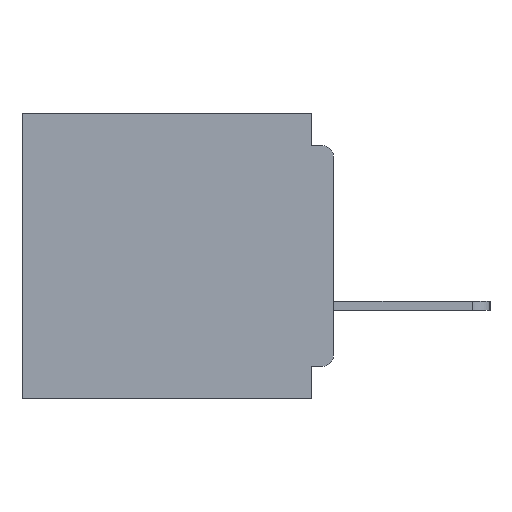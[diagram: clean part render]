
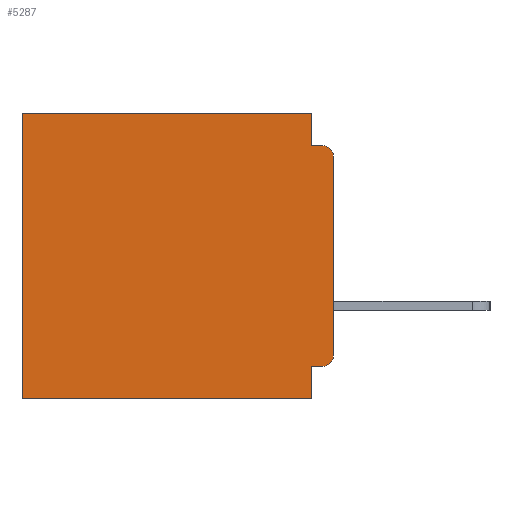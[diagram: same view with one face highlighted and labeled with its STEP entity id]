
A CAD part, left-side view. The second image highlights one B-rep face of the part: STEP entity #5287.
In plain terms, the highlighted planar face has unit normal (-1, 0, 0).
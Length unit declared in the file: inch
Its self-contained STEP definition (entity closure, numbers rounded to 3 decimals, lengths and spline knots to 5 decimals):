
#799 = CARTESIAN_POINT ( 'NONE',  ( 0.3, 0., -0.4 ) ) ;
#1262 = AXIS2_PLACEMENT_3D ( 'NONE', #4968, #26470, #8066 ) ;
#1524 = VERTEX_POINT ( 'NONE', #19074 ) ;
#1528 = EDGE_CURVE ( 'NONE', #39385, #37458, #26653, .T. ) ;
#1704 = PLANE ( 'NONE',  #34147 ) ;
#2303 = ORIENTED_EDGE ( 'NONE', *, *, #29321, .F. ) ;
#3874 = EDGE_CURVE ( 'NONE', #16644, #20027, #18706, .T. ) ;
#4968 = CARTESIAN_POINT ( 'NONE',  ( 0.3, 0.015, -0.34 ) ) ;
#5287 = ADVANCED_FACE ( 'NONE', ( #26151 ), #1704, .F. ) ;
#5389 = VERTEX_POINT ( 'NONE', #36517 ) ;
#5561 = LINE ( 'NONE', #21570, #20922 ) ;
#5879 = ORIENTED_EDGE ( 'NONE', *, *, #15828, .F. ) ;
#5915 = ORIENTED_EDGE ( 'NONE', *, *, #11966, .T. ) ;
#6581 = VERTEX_POINT ( 'NONE', #11166 ) ;
#7157 = DIRECTION ( 'NONE',  ( 0., 0., -1. ) ) ;
#7440 = LINE ( 'NONE', #39328, #8366 ) ;
#8066 = DIRECTION ( 'NONE',  ( 0., 0., -1. ) ) ;
#8366 = VECTOR ( 'NONE', #20865, 39.37008 ) ;
#9032 = CARTESIAN_POINT ( 'NONE',  ( 0.3, 0.437, 0. ) ) ;
#10918 = DIRECTION ( 'NONE',  ( 0., 1., 0. ) ) ;
#11166 = CARTESIAN_POINT ( 'NONE',  ( 0.3, 0.031, 0. ) ) ;
#11966 = EDGE_CURVE ( 'NONE', #6581, #16644, #30177, .T. ) ;
#11979 = EDGE_CURVE ( 'NONE', #20287, #20027, #5561, .T. ) ;
#12242 = CIRCLE ( 'NONE', #15139, 0.015 ) ;
#12288 = DIRECTION ( 'NONE',  ( 0., 1., 0. ) ) ;
#12376 = ORIENTED_EDGE ( 'NONE', *, *, #29073, .T. ) ;
#15139 = AXIS2_PLACEMENT_3D ( 'NONE', #34110, #15537, #37153 ) ;
#15430 = CARTESIAN_POINT ( 'NONE',  ( 0.3, 0.437, -0.4 ) ) ;
#15537 = DIRECTION ( 'NONE',  ( -1., 0., 0. ) ) ;
#15789 = DIRECTION ( 'NONE',  ( 0., 0., -1. ) ) ;
#15828 = EDGE_CURVE ( 'NONE', #5389, #33445, #19192, .T. ) ;
#16388 = EDGE_LOOP ( 'NONE', ( #31427, #21135, #5879, #21742, #5915, #22749, #34561, #2303, #19081, #12376 ) ) ;
#16644 = VERTEX_POINT ( 'NONE', #9032 ) ;
#18193 = CARTESIAN_POINT ( 'NONE',  ( 0.3, 0.031, -0.4 ) ) ;
#18431 = VECTOR ( 'NONE', #10918, 39.37008 ) ;
#18706 = LINE ( 'NONE', #15430, #34226 ) ;
#19074 = CARTESIAN_POINT ( 'NONE',  ( 0.3, 0., -0.06 ) ) ;
#19081 = ORIENTED_EDGE ( 'NONE', *, *, #1528, .F. ) ;
#19192 = LINE ( 'NONE', #39070, #26435 ) ;
#19807 = LINE ( 'NONE', #39765, #27045 ) ;
#20027 = VERTEX_POINT ( 'NONE', #29140 ) ;
#20287 = VERTEX_POINT ( 'NONE', #18193 ) ;
#20305 = CIRCLE ( 'NONE', #1262, 0.015 ) ;
#20602 = DIRECTION ( 'NONE',  ( 0., -1., 0. ) ) ;
#20865 = DIRECTION ( 'NONE',  ( 0., 0., -1. ) ) ;
#20922 = VECTOR ( 'NONE', #24635, 39.37008 ) ;
#21135 = ORIENTED_EDGE ( 'NONE', *, *, #33251, .T. ) ;
#21570 = CARTESIAN_POINT ( 'NONE',  ( 0.3, 0., -0.4 ) ) ;
#21742 = ORIENTED_EDGE ( 'NONE', *, *, #33461, .F. ) ;
#22411 = LINE ( 'NONE', #25663, #35962 ) ;
#22749 = ORIENTED_EDGE ( 'NONE', *, *, #3874, .T. ) ;
#24635 = DIRECTION ( 'NONE',  ( 0., 1., 0. ) ) ;
#24769 = VECTOR ( 'NONE', #12288, 39.37008 ) ;
#25440 = DIRECTION ( 'NONE',  ( 0., 0., -1. ) ) ;
#25522 = CARTESIAN_POINT ( 'NONE',  ( 0.3, 0.015, -0.045 ) ) ;
#25560 = DIRECTION ( 'NONE',  ( 1., 0., 0. ) ) ;
#25663 = CARTESIAN_POINT ( 'NONE',  ( 0.3, 0.031, 0. ) ) ;
#26151 = FACE_OUTER_BOUND ( 'NONE', #16388, .T. ) ;
#26257 = VERTEX_POINT ( 'NONE', #29165 ) ;
#26435 = VECTOR ( 'NONE', #20602, 39.37008 ) ;
#26470 = DIRECTION ( 'NONE',  ( -1., 0., 0. ) ) ;
#26653 = LINE ( 'NONE', #27654, #18431 ) ;
#27045 = VECTOR ( 'NONE', #33668, 39.37008 ) ;
#27258 = CARTESIAN_POINT ( 'NONE',  ( 0.3, 0.015, -0.355 ) ) ;
#27654 = CARTESIAN_POINT ( 'NONE',  ( 0.3, 0., -0.355 ) ) ;
#28296 = EDGE_CURVE ( 'NONE', #1524, #26257, #7440, .T. ) ;
#29073 = EDGE_CURVE ( 'NONE', #39385, #26257, #20305, .T. ) ;
#29140 = CARTESIAN_POINT ( 'NONE',  ( 0.3, 0.437, -0.4 ) ) ;
#29165 = CARTESIAN_POINT ( 'NONE',  ( 0.3, 0., -0.34 ) ) ;
#29321 = EDGE_CURVE ( 'NONE', #37458, #20287, #19807, .T. ) ;
#30177 = LINE ( 'NONE', #30836, #24769 ) ;
#30836 = CARTESIAN_POINT ( 'NONE',  ( 0.3, 0., 0. ) ) ;
#31427 = ORIENTED_EDGE ( 'NONE', *, *, #28296, .F. ) ;
#33251 = EDGE_CURVE ( 'NONE', #1524, #33445, #12242, .T. ) ;
#33445 = VERTEX_POINT ( 'NONE', #25522 ) ;
#33461 = EDGE_CURVE ( 'NONE', #6581, #5389, #22411, .T. ) ;
#33668 = DIRECTION ( 'NONE',  ( 0., 0., -1. ) ) ;
#34110 = CARTESIAN_POINT ( 'NONE',  ( 0.3, 0.015, -0.06 ) ) ;
#34147 = AXIS2_PLACEMENT_3D ( 'NONE', #799, #25560, #25440 ) ;
#34226 = VECTOR ( 'NONE', #15789, 39.37008 ) ;
#34561 = ORIENTED_EDGE ( 'NONE', *, *, #11979, .F. ) ;
#35962 = VECTOR ( 'NONE', #7157, 39.37008 ) ;
#36517 = CARTESIAN_POINT ( 'NONE',  ( 0.3, 0.031, -0.045 ) ) ;
#37153 = DIRECTION ( 'NONE',  ( 0., 0., -1. ) ) ;
#37458 = VERTEX_POINT ( 'NONE', #38711 ) ;
#38711 = CARTESIAN_POINT ( 'NONE',  ( 0.3, 0.031, -0.355 ) ) ;
#39070 = CARTESIAN_POINT ( 'NONE',  ( 0.3, 0., -0.045 ) ) ;
#39328 = CARTESIAN_POINT ( 'NONE',  ( 0.3, 0., -0.4 ) ) ;
#39385 = VERTEX_POINT ( 'NONE', #27258 ) ;
#39765 = CARTESIAN_POINT ( 'NONE',  ( 0.3, 0.031, -0.4 ) ) ;
